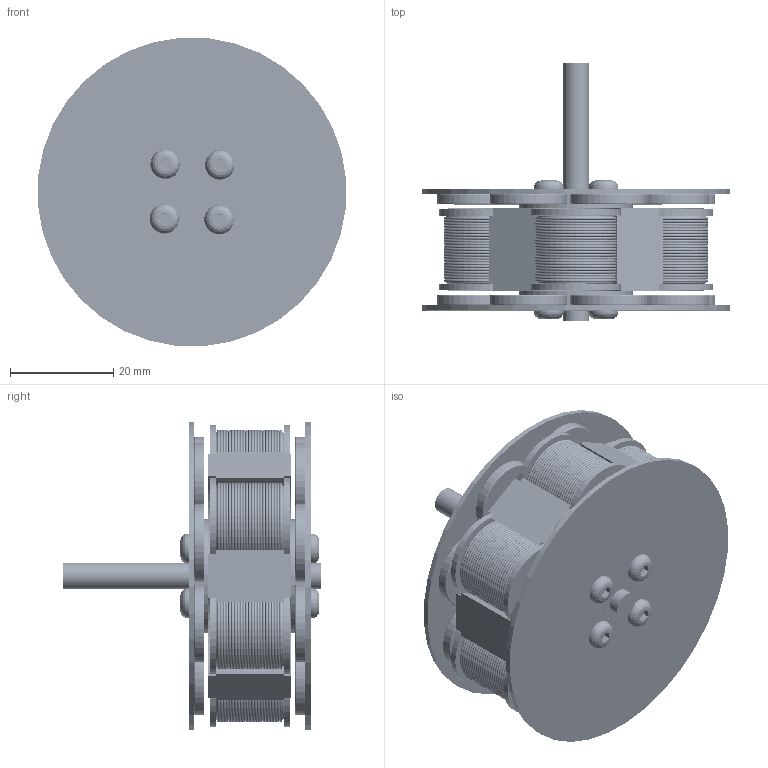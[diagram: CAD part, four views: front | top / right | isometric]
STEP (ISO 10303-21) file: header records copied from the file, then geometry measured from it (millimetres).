
FILE_DESCRIPTION(/* description */ (''),/* implementation_level */ '2;1');
FILE_NAME(/* name */ 'assembly.stp',/* time_stamp */ '2023-09-09T12:06:27+02:00',/* author */ ('techn'),/* organization */ (''),/* preprocessor_version */ 'ST-DEVELOPER v18.1',/* originating_system */ 'Autodesk Inventor 2022',/* authorisation */ '');
FILE_SCHEMA (('AUTOMOTIVE_DESIGN { 1 0 10303 214 3 1 1 }'));
Length unit declared in the file: millimetre
Products named in the file (10): assembly; motor15; core; shaft; plate; shaftmount; DIN 625 T1 - 626 - 6 x 19 x 6; coil; magnet; ANSI B18.3.4M - M3 x 0.5 x 3, BHSBHCSM
Assembly tree (51 placements, depth 2):
  assembly
    motor15  x2
    core  x12
    plate  x2
    shaft
    shaftmount  x2
    DIN 625 T1 - 626 - 6 x 19 x 6  x2
    coil  x6
    magnet  x16
    ANSI B18.3.4M - M3 x 0.5 x 3, BHSBHCSM  x8
Bounding box: 59.84 x 50 x 59.84 mm (x, y, z)
Volume: 45992.9 mm3; surface area: 80236.8 mm2
Topology: 81 solids, 81 shells, 1603 faces, 3311 edges, 1826 vertices
Faces by surface type: torus 1208, plane 238, cylinder 123, cone 16, sphere 10, bspline 8
Full cylindrical faces by diameter (mm): 3 x24, 5 x3, 5.7 x8, 6 x2, 7 x2, 8 x16, 10.16 x4, 14.84 x4, 15 x16, 17.5 x12, 19 x4, 22 x2, 60 x2
Entity records: 9695 total; most frequent: DIRECTION 1971, CARTESIAN_POINT 1535, ORIENTED_EDGE 1390, AXIS2_PLACEMENT_3D 905, EDGE_CURVE 695, CIRCLE 527, VERTEX_POINT 421, EDGE_LOOP 358
